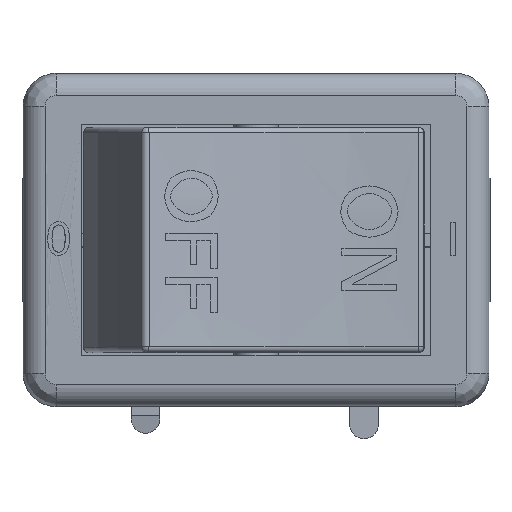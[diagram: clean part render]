
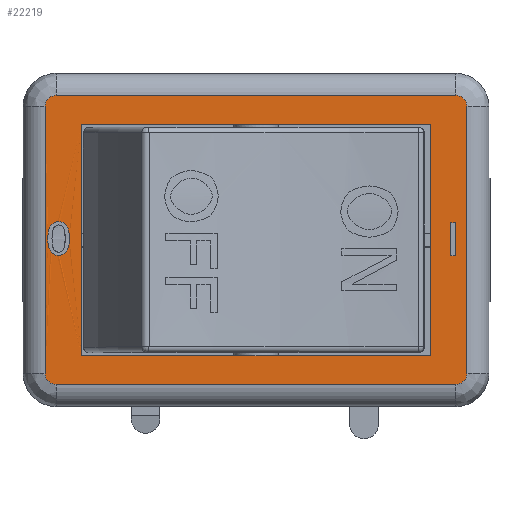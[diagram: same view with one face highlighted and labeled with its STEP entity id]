
A CAD part, top view. The second image highlights one B-rep face of the part: STEP entity #22219.
In plain terms, the highlighted planar face has unit normal (0, 0, 1).
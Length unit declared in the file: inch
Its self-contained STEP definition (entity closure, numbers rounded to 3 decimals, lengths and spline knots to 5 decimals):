
#21806=CARTESIAN_POINT('',(-0.35207,0.03264,0.63031));
#21807=VERTEX_POINT('',#21806);
#21808=CARTESIAN_POINT('',(-0.33285,0.00248,0.63031));
#21809=VERTEX_POINT('',#21808);
#21810=CARTESIAN_POINT('',(-0.35207,0.03264,0.62992));
#21811=CARTESIAN_POINT('',(-0.34734,0.03264,0.62992));
#21812=CARTESIAN_POINT('',(-0.34014,0.02882,0.62992));
#21813=CARTESIAN_POINT('',(-0.3355,0.02161,0.62992));
#21814=CARTESIAN_POINT('',(-0.33285,0.01126,0.62992));
#21815=CARTESIAN_POINT('',(-0.33285,0.00248,0.62992));
#21816=QUASI_UNIFORM_CURVE('',2,(#21810,#21811,#21812,#21813,#21814,#21815),.UNSPECIFIED.,.F.,.U.);
#21817=EDGE_CURVE('',#21807,#21809,#21816,.T.);
#21842=CARTESIAN_POINT('',(-0.35207,-0.02763,0.63031));
#21843=VERTEX_POINT('',#21842);
#21844=CARTESIAN_POINT('',(-0.33285,0.00248,0.62992));
#21845=CARTESIAN_POINT('',(-0.33285,-0.00791,0.62992));
#21846=CARTESIAN_POINT('',(-0.33712,-0.0207,0.62992));
#21847=CARTESIAN_POINT('',(-0.34563,-0.02763,0.62992));
#21848=CARTESIAN_POINT('',(-0.35207,-0.02763,0.62992));
#21849=QUASI_UNIFORM_CURVE('',2,(#21844,#21845,#21846,#21847,#21848),.UNSPECIFIED.,.F.,.U.);
#21850=EDGE_CURVE('',#21809,#21843,#21849,.T.);
#21870=CARTESIAN_POINT('',(-0.36548,-0.02155,0.63031));
#21871=VERTEX_POINT('',#21870);
#21872=CARTESIAN_POINT('',(-0.35207,-0.02763,0.62992));
#21873=CARTESIAN_POINT('',(-0.36062,-0.02763,0.62992));
#21874=CARTESIAN_POINT('',(-0.36548,-0.02155,0.62992));
#21875=QUASI_UNIFORM_CURVE('',2,(#21872,#21873,#21874),.UNSPECIFIED.,.F.,.U.);
#21876=EDGE_CURVE('',#21843,#21871,#21875,.T.);
#21894=CARTESIAN_POINT('',(-0.37133,0.00248,0.63031));
#21895=VERTEX_POINT('',#21894);
#21896=CARTESIAN_POINT('',(-0.36548,-0.02155,0.62992));
#21897=CARTESIAN_POINT('',(-0.37133,-0.01413,0.62992));
#21898=CARTESIAN_POINT('',(-0.37133,0.00248,0.62992));
#21899=QUASI_UNIFORM_CURVE('',2,(#21896,#21897,#21898),.UNSPECIFIED.,.F.,.U.);
#21900=EDGE_CURVE('',#21871,#21895,#21899,.T.);
#21922=CARTESIAN_POINT('',(-0.37133,0.00248,0.62992));
#21923=CARTESIAN_POINT('',(-0.37133,0.01297,0.62992));
#21924=CARTESIAN_POINT('',(-0.36701,0.02575,0.62992));
#21925=CARTESIAN_POINT('',(-0.35855,0.03264,0.62992));
#21926=CARTESIAN_POINT('',(-0.35207,0.03264,0.62992));
#21927=QUASI_UNIFORM_CURVE('',2,(#21922,#21923,#21924,#21925,#21926),.UNSPECIFIED.,.F.,.U.);
#21928=EDGE_CURVE('',#21895,#21807,#21927,.T.);
#21976=CARTESIAN_POINT('',(0.35534,0.03109,0.62992));
#21977=VERTEX_POINT('',#21976);
#21984=CARTESIAN_POINT('',(0.34751,0.03109,0.62992));
#21985=VERTEX_POINT('',#21984);
#21986=CARTESIAN_POINT('',(0.34751,0.03109,0.62992));
#21987=DIRECTION('',(1.0,0.0,0.0));
#21988=VECTOR('',#21987,0.00783);
#21989=LINE('',#21986,#21988);
#21990=EDGE_CURVE('',#21985,#21977,#21989,.T.);
#22014=CARTESIAN_POINT('',(0.35534,-0.02796,0.62992));
#22015=VERTEX_POINT('',#22014);
#22022=CARTESIAN_POINT('',(0.35534,0.03109,0.62992));
#22023=DIRECTION('',(0.0,-1.0,0.0));
#22024=VECTOR('',#22023,0.05906);
#22025=LINE('',#22022,#22024);
#22026=EDGE_CURVE('',#21977,#22015,#22025,.T.);
#22045=CARTESIAN_POINT('',(0.34751,-0.02796,0.62992));
#22046=VERTEX_POINT('',#22045);
#22053=CARTESIAN_POINT('',(0.35534,-0.02796,0.62992));
#22054=DIRECTION('',(-1.0,0.0,0.0));
#22055=VECTOR('',#22054,0.00783);
#22056=LINE('',#22053,#22055);
#22057=EDGE_CURVE('',#22015,#22046,#22056,.T.);
#22075=CARTESIAN_POINT('',(0.34751,-0.02796,0.62992));
#22076=DIRECTION('',(0.0,1.0,0.0));
#22077=VECTOR('',#22076,0.05906);
#22078=LINE('',#22075,#22077);
#22079=EDGE_CURVE('',#22046,#21985,#22078,.T.);
#22097=CARTESIAN_POINT('',(-0.41358,-0.28366,0.62992));
#22098=DIRECTION('',(0.0,0.0,1.0));
#22099=DIRECTION('',(1.0,0.0,0.0));
#22100=AXIS2_PLACEMENT_3D('',#22097,#22098,#22099);
#22101=PLANE('',#22100);
#22102=CARTESIAN_POINT('',(-0.37598,-0.23819,0.62992));
#22103=VERTEX_POINT('',#22102);
#22104=CARTESIAN_POINT('',(-0.37598,0.23819,0.62992));
#22105=VERTEX_POINT('',#22104);
#22106=CARTESIAN_POINT('',(-0.37598,-0.23819,0.62992));
#22107=DIRECTION('',(0.0,1.0,0.0));
#22108=VECTOR('',#22107,0.47638);
#22109=LINE('',#22106,#22108);
#22110=EDGE_CURVE('',#22103,#22105,#22109,.T.);
#22111=ORIENTED_EDGE('',*,*,#22110,.F.);
#22112=CARTESIAN_POINT('',(-0.3563,-0.25787,0.62992));
#22113=VERTEX_POINT('',#22112);
#22114=CARTESIAN_POINT('',(-0.3563,-0.23819,0.62992));
#22115=DIRECTION('',(0.0,0.0,-1.0));
#22116=DIRECTION('',(-0.707,-0.707,0.0));
#22117=AXIS2_PLACEMENT_3D('',#22114,#22115,#22116);
#22118=CIRCLE('',#22117,0.01969);
#22119=EDGE_CURVE('',#22113,#22103,#22118,.T.);
#22120=ORIENTED_EDGE('',*,*,#22119,.F.);
#22121=CARTESIAN_POINT('',(0.3563,-0.25787,0.62992));
#22122=VERTEX_POINT('',#22121);
#22123=CARTESIAN_POINT('',(0.3563,-0.25787,0.62992));
#22124=DIRECTION('',(-1.0,0.0,0.0));
#22125=VECTOR('',#22124,0.7126);
#22126=LINE('',#22123,#22125);
#22127=EDGE_CURVE('',#22122,#22113,#22126,.T.);
#22128=ORIENTED_EDGE('',*,*,#22127,.F.);
#22129=CARTESIAN_POINT('',(0.37598,-0.23819,0.62992));
#22130=VERTEX_POINT('',#22129);
#22131=CARTESIAN_POINT('',(0.3563,-0.23819,0.62992));
#22132=DIRECTION('',(0.0,0.0,-1.0));
#22133=DIRECTION('',(0.707,-0.707,0.0));
#22134=AXIS2_PLACEMENT_3D('',#22131,#22132,#22133);
#22135=CIRCLE('',#22134,0.01969);
#22136=EDGE_CURVE('',#22130,#22122,#22135,.T.);
#22137=ORIENTED_EDGE('',*,*,#22136,.F.);
#22138=CARTESIAN_POINT('',(0.37598,0.23819,0.62992));
#22139=VERTEX_POINT('',#22138);
#22140=CARTESIAN_POINT('',(0.37598,0.23819,0.62992));
#22141=DIRECTION('',(0.0,-1.0,0.0));
#22142=VECTOR('',#22141,0.47638);
#22143=LINE('',#22140,#22142);
#22144=EDGE_CURVE('',#22139,#22130,#22143,.T.);
#22145=ORIENTED_EDGE('',*,*,#22144,.F.);
#22146=CARTESIAN_POINT('',(0.3563,0.25787,0.62992));
#22147=VERTEX_POINT('',#22146);
#22148=CARTESIAN_POINT('',(0.3563,0.23819,0.62992));
#22149=DIRECTION('',(0.0,0.0,-1.0));
#22150=DIRECTION('',(0.707,0.707,0.0));
#22151=AXIS2_PLACEMENT_3D('',#22148,#22149,#22150);
#22152=CIRCLE('',#22151,0.01969);
#22153=EDGE_CURVE('',#22147,#22139,#22152,.T.);
#22154=ORIENTED_EDGE('',*,*,#22153,.F.);
#22155=CARTESIAN_POINT('',(-0.3563,0.25787,0.62992));
#22156=VERTEX_POINT('',#22155);
#22157=CARTESIAN_POINT('',(-0.3563,0.25787,0.62992));
#22158=DIRECTION('',(1.0,0.0,0.0));
#22159=VECTOR('',#22158,0.7126);
#22160=LINE('',#22157,#22159);
#22161=EDGE_CURVE('',#22156,#22147,#22160,.T.);
#22162=ORIENTED_EDGE('',*,*,#22161,.F.);
#22163=CARTESIAN_POINT('',(-0.3563,0.23819,0.62992));
#22164=DIRECTION('',(0.0,0.0,-1.0));
#22165=DIRECTION('',(-0.707,0.707,0.0));
#22166=AXIS2_PLACEMENT_3D('',#22163,#22164,#22165);
#22167=CIRCLE('',#22166,0.01969);
#22168=EDGE_CURVE('',#22105,#22156,#22167,.T.);
#22169=ORIENTED_EDGE('',*,*,#22168,.F.);
#22170=EDGE_LOOP('',(#22111,#22120,#22128,#22137,#22145,#22154,#22162,#22169));
#22171=FACE_OUTER_BOUND('',#22170,.T.);
#22172=CARTESIAN_POINT('',(0.31102,0.20669,0.62992));
#22173=VERTEX_POINT('',#22172);
#22174=CARTESIAN_POINT('',(0.31102,-0.20669,0.62992));
#22175=VERTEX_POINT('',#22174);
#22176=CARTESIAN_POINT('',(0.31102,0.20669,0.62992));
#22177=DIRECTION('',(0.0,-1.0,0.0));
#22178=VECTOR('',#22177,0.41339);
#22179=LINE('',#22176,#22178);
#22180=EDGE_CURVE('',#22173,#22175,#22179,.T.);
#22181=ORIENTED_EDGE('',*,*,#22180,.T.);
#22182=CARTESIAN_POINT('',(-0.31102,-0.20669,0.62992));
#22183=VERTEX_POINT('',#22182);
#22184=CARTESIAN_POINT('',(0.31102,-0.20669,0.62992));
#22185=DIRECTION('',(-1.0,0.0,0.0));
#22186=VECTOR('',#22185,0.62205);
#22187=LINE('',#22184,#22186);
#22188=EDGE_CURVE('',#22175,#22183,#22187,.T.);
#22189=ORIENTED_EDGE('',*,*,#22188,.T.);
#22190=CARTESIAN_POINT('',(-0.31102,0.20669,0.62992));
#22191=VERTEX_POINT('',#22190);
#22192=CARTESIAN_POINT('',(-0.31102,-0.20669,0.62992));
#22193=DIRECTION('',(0.0,1.0,0.0));
#22194=VECTOR('',#22193,0.41339);
#22195=LINE('',#22192,#22194);
#22196=EDGE_CURVE('',#22183,#22191,#22195,.T.);
#22197=ORIENTED_EDGE('',*,*,#22196,.T.);
#22198=CARTESIAN_POINT('',(-0.31102,0.20669,0.62992));
#22199=DIRECTION('',(1.0,0.0,0.0));
#22200=VECTOR('',#22199,0.62205);
#22201=LINE('',#22198,#22200);
#22202=EDGE_CURVE('',#22191,#22173,#22201,.T.);
#22203=ORIENTED_EDGE('',*,*,#22202,.T.);
#22204=EDGE_LOOP('',(#22181,#22189,#22197,#22203));
#22205=FACE_BOUND('',#22204,.T.);
#22206=ORIENTED_EDGE('',*,*,#21990,.T.);
#22207=ORIENTED_EDGE('',*,*,#22026,.T.);
#22208=ORIENTED_EDGE('',*,*,#22057,.T.);
#22209=ORIENTED_EDGE('',*,*,#22079,.T.);
#22210=EDGE_LOOP('',(#22206,#22207,#22208,#22209));
#22211=FACE_BOUND('',#22210,.T.);
#22212=ORIENTED_EDGE('',*,*,#21817,.T.);
#22213=ORIENTED_EDGE('',*,*,#21850,.T.);
#22214=ORIENTED_EDGE('',*,*,#21876,.T.);
#22215=ORIENTED_EDGE('',*,*,#21900,.T.);
#22216=ORIENTED_EDGE('',*,*,#21928,.T.);
#22217=EDGE_LOOP('',(#22212,#22213,#22214,#22215,#22216));
#22218=FACE_BOUND('',#22217,.T.);
#22219=ADVANCED_FACE('',(#22171,#22205,#22211,#22218),#22101,.T.);
